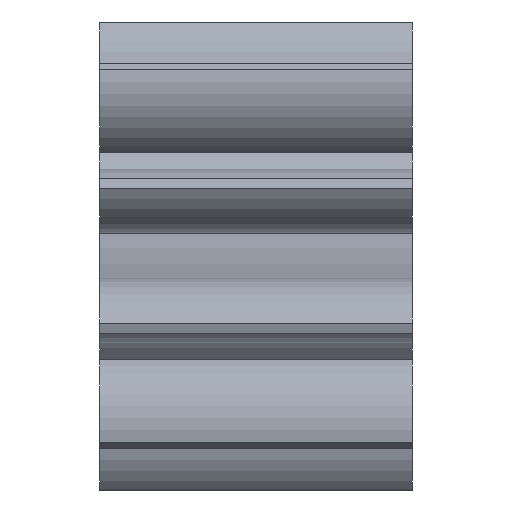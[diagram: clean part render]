
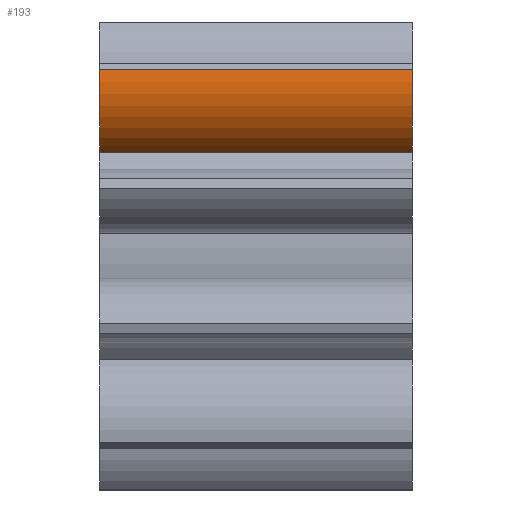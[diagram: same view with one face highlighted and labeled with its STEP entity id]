
A CAD part, front view. The second image highlights one B-rep face of the part: STEP entity #193.
In plain terms, the highlighted cylindrical face has radius 0.5 mm (diameter 1 mm), a partial arc.
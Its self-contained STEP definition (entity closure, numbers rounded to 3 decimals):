
#19 = CARTESIAN_POINT ( 'NONE',  ( 0., -0.417, 1.098 ) ) ;
#48 = ORIENTED_EDGE ( 'NONE', *, *, #1060, .F. ) ;
#57 = DIRECTION ( 'NONE',  ( 0., 0., 1. ) ) ;
#64 = DIRECTION ( 'NONE',  ( -1., 0., 0. ) ) ;
#74 = DIRECTION ( 'NONE',  ( 0., 0., 1. ) ) ;
#86 = CARTESIAN_POINT ( 'NONE',  ( 2., -0.662, 0.662 ) ) ;
#94 = FACE_OUTER_BOUND ( 'NONE', #1139, .T. ) ;
#158 = DIRECTION ( 'NONE',  ( 0., 0., 1. ) ) ;
#176 = CYLINDRICAL_SURFACE ( 'NONE', #252, 0.5 ) ;
#192 = CARTESIAN_POINT ( 'NONE',  ( 2., -0.908, 1.194 ) ) ;
#193 = ADVANCED_FACE ( 'NONE', ( #94 ), #176, .T. ) ;
#252 = AXIS2_PLACEMENT_3D ( 'NONE', #856, #64, #57 ) ;
#330 = DIRECTION ( 'NONE',  ( -1., 0., 0. ) ) ;
#348 = LINE ( 'NONE', #725, #1705 ) ;
#352 = CARTESIAN_POINT ( 'NONE',  ( 2., -0.662, 0.662 ) ) ;
#359 = CARTESIAN_POINT ( 'NONE',  ( 2., -0.417, 1.098 ) ) ;
#519 = VERTEX_POINT ( 'NONE', #1611 ) ;
#559 = VERTEX_POINT ( 'NONE', #192 ) ;
#589 = DIRECTION ( 'NONE',  ( -1., 0., 0. ) ) ;
#643 = EDGE_CURVE ( 'NONE', #1223, #1285, #833, .T. ) ;
#725 = CARTESIAN_POINT ( 'NONE',  ( 2., -0.908, 1.194 ) ) ;
#771 = CIRCLE ( 'NONE', #1316, 0.5 ) ;
#826 = AXIS2_PLACEMENT_3D ( 'NONE', #359, #589, #74 ) ;
#833 = LINE ( 'NONE', #352, #1322 ) ;
#856 = CARTESIAN_POINT ( 'NONE',  ( 2., -0.417, 1.098 ) ) ;
#1060 = EDGE_CURVE ( 'NONE', #1285, #519, #771, .T. ) ;
#1139 = EDGE_LOOP ( 'NONE', ( #48, #1416, #1367, #1210 ) ) ;
#1210 = ORIENTED_EDGE ( 'NONE', *, *, #1717, .T. ) ;
#1223 = VERTEX_POINT ( 'NONE', #86 ) ;
#1258 = EDGE_CURVE ( 'NONE', #1223, #559, #1267, .T. ) ;
#1267 = CIRCLE ( 'NONE', #826, 0.5 ) ;
#1285 = VERTEX_POINT ( 'NONE', #1405 ) ;
#1316 = AXIS2_PLACEMENT_3D ( 'NONE', #19, #1340, #158 ) ;
#1322 = VECTOR ( 'NONE', #330, 1000. ) ;
#1340 = DIRECTION ( 'NONE',  ( -1., 0., 0. ) ) ;
#1367 = ORIENTED_EDGE ( 'NONE', *, *, #1258, .T. ) ;
#1405 = CARTESIAN_POINT ( 'NONE',  ( 0., -0.662, 0.662 ) ) ;
#1416 = ORIENTED_EDGE ( 'NONE', *, *, #643, .F. ) ;
#1505 = DIRECTION ( 'NONE',  ( -1., 0., 0. ) ) ;
#1611 = CARTESIAN_POINT ( 'NONE',  ( 0., -0.908, 1.194 ) ) ;
#1705 = VECTOR ( 'NONE', #1505, 1000. ) ;
#1717 = EDGE_CURVE ( 'NONE', #559, #519, #348, .T. ) ;
